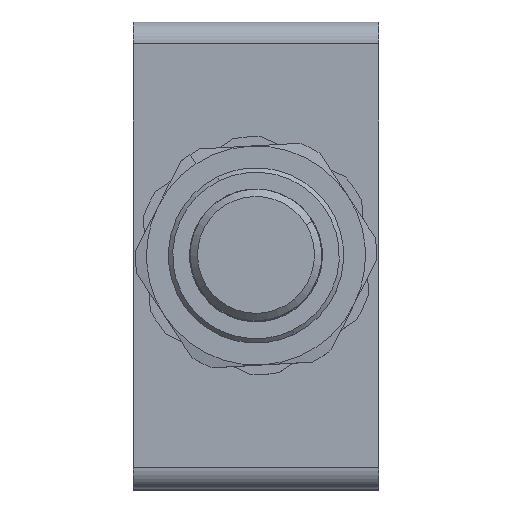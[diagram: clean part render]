
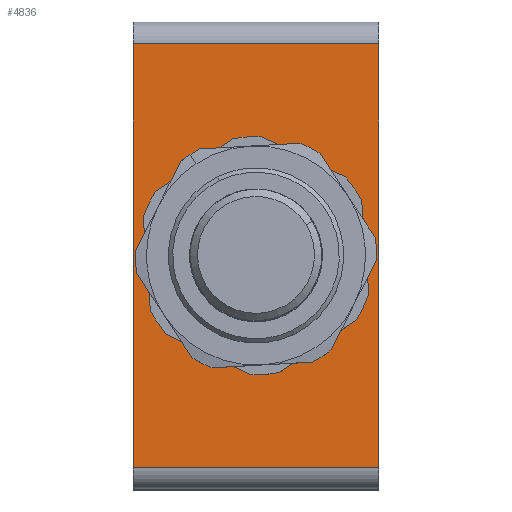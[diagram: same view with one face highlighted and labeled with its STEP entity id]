
A CAD part, top view. The second image highlights one B-rep face of the part: STEP entity #4836.
In plain terms, the highlighted planar face has unit normal (0, 0, 1).
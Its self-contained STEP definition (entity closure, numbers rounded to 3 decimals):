
#137 = CARTESIAN_POINT ( 'NONE',  ( 0., 30.5, 0. ) ) ;
#203 = LINE ( 'NONE', #137, #6059 ) ;
#282 = DIRECTION ( 'NONE',  ( -0.44, 0.898, 0. ) ) ;
#322 = DIRECTION ( 'NONE',  ( -0.44, 0.898, 0. ) ) ;
#323 = ORIENTED_EDGE ( 'NONE', *, *, #7986, .T. ) ;
#379 = VERTEX_POINT ( 'NONE', #8002 ) ;
#590 = VERTEX_POINT ( 'NONE', #4404 ) ;
#825 = VERTEX_POINT ( 'NONE', #7613 ) ;
#859 = CARTESIAN_POINT ( 'NONE',  ( 8.4, 16., 0. ) ) ;
#888 = DIRECTION ( 'NONE',  ( 0., 0., -1. ) ) ;
#924 = DIRECTION ( 'NONE',  ( -0.44, 0.898, 0. ) ) ;
#982 = AXIS2_PLACEMENT_3D ( 'NONE', #3991, #6492, #282 ) ;
#1353 = CIRCLE ( 'NONE', #4052, 7.5 ) ;
#1415 = CARTESIAN_POINT ( 'NONE',  ( 8.4, 16., 0. ) ) ;
#1505 = ORIENTED_EDGE ( 'NONE', *, *, #8381, .T. ) ;
#1582 = CARTESIAN_POINT ( 'NONE',  ( 8.4, 16., 0. ) ) ;
#1847 = ORIENTED_EDGE ( 'NONE', *, *, #5612, .T. ) ;
#2003 = VECTOR ( 'NONE', #7217, 1000. ) ;
#2127 = CARTESIAN_POINT ( 'NONE',  ( 0.923, 15.418, 0. ) ) ;
#2232 = DIRECTION ( 'NONE',  ( -0.44, 0.898, 0. ) ) ;
#2257 = CARTESIAN_POINT ( 'NONE',  ( 0., 30.5, 0. ) ) ;
#2375 = EDGE_CURVE ( 'NONE', #590, #6892, #5427, .T. ) ;
#2414 = DIRECTION ( 'NONE',  ( -0.44, 0.898, 0. ) ) ;
#2518 = CARTESIAN_POINT ( 'NONE',  ( 16.8, 32., 0. ) ) ;
#2676 = EDGE_LOOP ( 'NONE', ( #323, #5291, #6073, #1505 ) ) ;
#2810 = CARTESIAN_POINT ( 'NONE',  ( 0., 1.5, 0. ) ) ;
#2861 = CIRCLE ( 'NONE', #982, 7.5 ) ;
#2873 = EDGE_CURVE ( 'NONE', #825, #3073, #7830, .T. ) ;
#2975 = VERTEX_POINT ( 'NONE', #2257 ) ;
#3073 = VERTEX_POINT ( 'NONE', #2127 ) ;
#3243 = CIRCLE ( 'NONE', #6785, 7.5 ) ;
#3794 = EDGE_LOOP ( 'NONE', ( #6803, #9999, #7028, #9998, #7221, #8180, #1847 ) ) ;
#3991 = CARTESIAN_POINT ( 'NONE',  ( 8.4, 16., 0. ) ) ;
#3994 = DIRECTION ( 'NONE',  ( 0., 0., -1. ) ) ;
#4052 = AXIS2_PLACEMENT_3D ( 'NONE', #9850, #5082, #322 ) ;
#4297 = AXIS2_PLACEMENT_3D ( 'NONE', #6245, #5303, #5170 ) ;
#4327 = VECTOR ( 'NONE', #5095, 1000. ) ;
#4404 = CARTESIAN_POINT ( 'NONE',  ( 11.634, 22.767, 0. ) ) ;
#4509 = FACE_OUTER_BOUND ( 'NONE', #2676, .T. ) ;
#4760 = FACE_BOUND ( 'NONE', #3794, .T. ) ;
#4800 = CARTESIAN_POINT ( 'NONE',  ( 16.8, 1.5, 0. ) ) ;
#4836 = ADVANCED_FACE ( 'NONE', ( #4760, #4509 ), #7044, .F. ) ;
#5082 = DIRECTION ( 'NONE',  ( 0., 0., -1. ) ) ;
#5095 = DIRECTION ( 'NONE',  ( 0., -1., 0. ) ) ;
#5170 = DIRECTION ( 'NONE',  ( -1., 0., 0. ) ) ;
#5291 = ORIENTED_EDGE ( 'NONE', *, *, #8179, .T. ) ;
#5303 = DIRECTION ( 'NONE',  ( 0., 0., -1. ) ) ;
#5314 = CIRCLE ( 'NONE', #6271, 7.5 ) ;
#5427 = CIRCLE ( 'NONE', #7435, 7.5 ) ;
#5579 = CARTESIAN_POINT ( 'NONE',  ( 12.643, 9.816, 0. ) ) ;
#5612 = EDGE_CURVE ( 'NONE', #379, #590, #2861, .T. ) ;
#5646 = VERTEX_POINT ( 'NONE', #7923 ) ;
#5823 = VECTOR ( 'NONE', #10202, 1000. ) ;
#6042 = VERTEX_POINT ( 'NONE', #5579 ) ;
#6059 = VECTOR ( 'NONE', #7314, 1000. ) ;
#6073 = ORIENTED_EDGE ( 'NONE', *, *, #8302, .F. ) ;
#6245 = CARTESIAN_POINT ( 'NONE',  ( 0., 32., 0. ) ) ;
#6271 = AXIS2_PLACEMENT_3D ( 'NONE', #1582, #7113, #2414 ) ;
#6492 = DIRECTION ( 'NONE',  ( 0., 0., -1. ) ) ;
#6785 = AXIS2_PLACEMENT_3D ( 'NONE', #8754, #3994, #9541 ) ;
#6803 = ORIENTED_EDGE ( 'NONE', *, *, #2375, .T. ) ;
#6892 = VERTEX_POINT ( 'NONE', #7311 ) ;
#6941 = DIRECTION ( 'NONE',  ( 0., 0., -1. ) ) ;
#7028 = ORIENTED_EDGE ( 'NONE', *, *, #8489, .T. ) ;
#7044 = PLANE ( 'NONE',  #4297 ) ;
#7113 = DIRECTION ( 'NONE',  ( 0., 0., -1. ) ) ;
#7217 = DIRECTION ( 'NONE',  ( 0., -1., 0. ) ) ;
#7221 = ORIENTED_EDGE ( 'NONE', *, *, #2873, .T. ) ;
#7308 = AXIS2_PLACEMENT_3D ( 'NONE', #1415, #6941, #2232 ) ;
#7311 = CARTESIAN_POINT ( 'NONE',  ( 15.877, 16.582, 0. ) ) ;
#7314 = DIRECTION ( 'NONE',  ( -1., 0., 0. ) ) ;
#7352 = VERTEX_POINT ( 'NONE', #4800 ) ;
#7435 = AXIS2_PLACEMENT_3D ( 'NONE', #859, #888, #924 ) ;
#7613 = CARTESIAN_POINT ( 'NONE',  ( 5.166, 9.233, 0. ) ) ;
#7620 = CARTESIAN_POINT ( 'NONE',  ( 16.8, 30.5, 0. ) ) ;
#7743 = EDGE_CURVE ( 'NONE', #5646, #825, #5314, .T. ) ;
#7756 = EDGE_CURVE ( 'NONE', #6892, #6042, #3243, .T. ) ;
#7815 = CARTESIAN_POINT ( 'NONE',  ( 16.8, 1.5, 0. ) ) ;
#7830 = CIRCLE ( 'NONE', #8263, 7.5 ) ;
#7923 = CARTESIAN_POINT ( 'NONE',  ( 11.701, 9.266, 0. ) ) ;
#7952 = LINE ( 'NONE', #7815, #5823 ) ;
#7984 = CIRCLE ( 'NONE', #7308, 7.5 ) ;
#7986 = EDGE_CURVE ( 'NONE', #2975, #8519, #8561, .T. ) ;
#8002 = CARTESIAN_POINT ( 'NONE',  ( 4.157, 22.184, 0. ) ) ;
#8179 = EDGE_CURVE ( 'NONE', #8519, #7352, #7952, .T. ) ;
#8180 = ORIENTED_EDGE ( 'NONE', *, *, #10257, .T. ) ;
#8263 = AXIS2_PLACEMENT_3D ( 'NONE', #10218, #10285, #10319 ) ;
#8302 = EDGE_CURVE ( 'NONE', #10187, #7352, #9421, .T. ) ;
#8381 = EDGE_CURVE ( 'NONE', #10187, #2975, #203, .T. ) ;
#8489 = EDGE_CURVE ( 'NONE', #6042, #5646, #1353, .T. ) ;
#8519 = VERTEX_POINT ( 'NONE', #2810 ) ;
#8561 = LINE ( 'NONE', #9862, #4327 ) ;
#8754 = CARTESIAN_POINT ( 'NONE',  ( 8.4, 16., 0. ) ) ;
#9421 = LINE ( 'NONE', #2518, #2003 ) ;
#9541 = DIRECTION ( 'NONE',  ( -0.44, 0.898, 0. ) ) ;
#9850 = CARTESIAN_POINT ( 'NONE',  ( 8.4, 16., 0. ) ) ;
#9862 = CARTESIAN_POINT ( 'NONE',  ( 0., 32., 0. ) ) ;
#9998 = ORIENTED_EDGE ( 'NONE', *, *, #7743, .T. ) ;
#9999 = ORIENTED_EDGE ( 'NONE', *, *, #7756, .T. ) ;
#10187 = VERTEX_POINT ( 'NONE', #7620 ) ;
#10202 = DIRECTION ( 'NONE',  ( 1., 0., 0. ) ) ;
#10218 = CARTESIAN_POINT ( 'NONE',  ( 8.4, 16., 0. ) ) ;
#10257 = EDGE_CURVE ( 'NONE', #3073, #379, #7984, .T. ) ;
#10285 = DIRECTION ( 'NONE',  ( 0., 0., -1. ) ) ;
#10319 = DIRECTION ( 'NONE',  ( -0.44, 0.898, 0. ) ) ;
